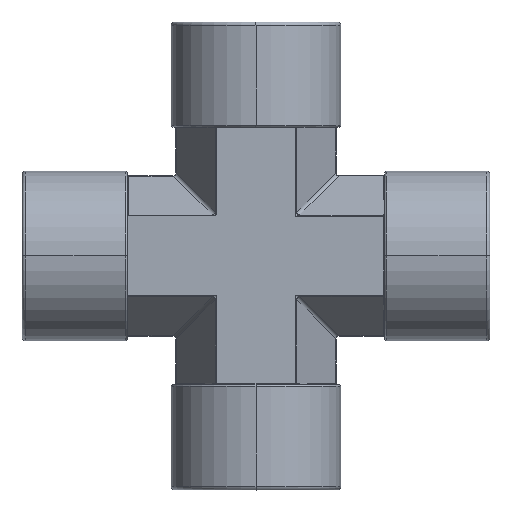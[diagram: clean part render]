
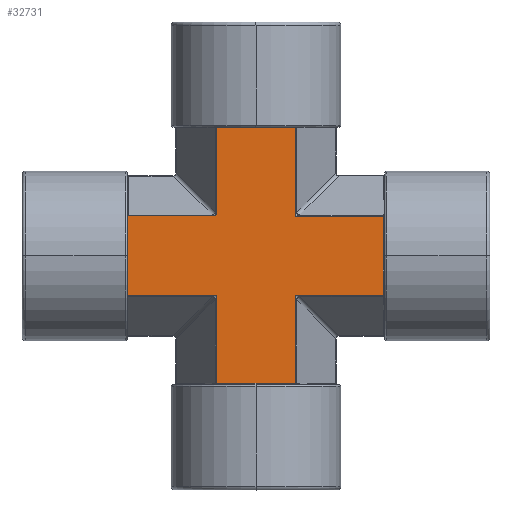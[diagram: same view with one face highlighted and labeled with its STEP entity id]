
A CAD part, top view. The second image highlights one B-rep face of the part: STEP entity #32731.
In plain terms, the highlighted planar face has unit normal (0, 0, 1).
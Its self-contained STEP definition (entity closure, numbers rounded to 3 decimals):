
#12731=DIRECTION('',(0.,1.,0.));
#12732=VECTOR('',#12731,12.998);
#12733=CARTESIAN_POINT('',(-5.802,-18.8,10.3));
#12734=LINE('',#12733,#12732);
#12738=DIRECTION('',(1.,0.,0.));
#12739=VECTOR('',#12738,13.198);
#12740=CARTESIAN_POINT('',(-19.,-5.802,10.3));
#12741=LINE('',#12740,#12739);
#12745=DIRECTION('',(0.,1.,0.));
#12746=VECTOR('',#12745,11.98);
#12747=CARTESIAN_POINT('',(-19.,-5.802,10.3));
#12748=LINE('',#12747,#12746);
#12752=DIRECTION('',(0.,-1.,0.));
#12753=VECTOR('',#12752,12.765);
#12754=CARTESIAN_POINT('',(-5.802,19.,10.3));
#12755=LINE('',#12754,#12753);
#12759=DIRECTION('',(-1.,0.,0.));
#12760=VECTOR('',#12759,11.605);
#12761=CARTESIAN_POINT('',(5.802,19.,10.3));
#12762=LINE('',#12761,#12760);
#12766=DIRECTION('',(0.,-1.,0.));
#12767=VECTOR('',#12766,13.198);
#12768=CARTESIAN_POINT('',(5.802,19.,10.3));
#12769=LINE('',#12768,#12767);
#12773=DIRECTION('',(1.,0.,0.));
#12774=VECTOR('',#12773,12.998);
#12775=CARTESIAN_POINT('',(5.802,5.802,10.3));
#12776=LINE('',#12775,#12774);
#12780=DIRECTION('',(0.,-1.,0.));
#12781=VECTOR('',#12780,11.605);
#12782=CARTESIAN_POINT('',(18.8,5.802,10.3));
#12783=LINE('',#12782,#12781);
#12787=DIRECTION('',(-1.,0.,0.));
#12788=VECTOR('',#12787,12.998);
#12789=CARTESIAN_POINT('',(18.8,-5.802,10.3));
#12790=LINE('',#12789,#12788);
#12794=DIRECTION('',(0.,1.,0.));
#12795=VECTOR('',#12794,12.998);
#12796=CARTESIAN_POINT('',(5.802,-18.8,10.3));
#12797=LINE('',#12796,#12795);
#12801=DIRECTION('',(-1.,0.,0.));
#12802=VECTOR('',#12801,11.605);
#12803=CARTESIAN_POINT('',(5.802,-18.8,10.3));
#12804=LINE('',#12803,#12802);
#12818=CARTESIAN_POINT('',(-5.802,-5.802,10.3));
#13307=CARTESIAN_POINT('',(5.802,-5.802,10.3));
#13410=CARTESIAN_POINT('',(-6.361,5.947,
10.3));
#13415=DIRECTION('',(-1.,0.,0.));
#13416=VECTOR('',#13415,12.439);
#13417=CARTESIAN_POINT('',(-6.361,5.947,
10.3));
#13418=LINE('',#13417,#13416);
#13622=CARTESIAN_POINT('',(-18.8,5.947,10.3));
#13623=CARTESIAN_POINT('',(-18.836,5.947,10.3));
#13624=CARTESIAN_POINT('',(-18.889,5.965,10.3));
#13625=CARTESIAN_POINT('',(-18.948,6.015,10.3));
#13626=CARTESIAN_POINT('',(-18.987,6.083,10.3));
#13627=CARTESIAN_POINT('',(-19.,6.142,10.3));
#13628=CARTESIAN_POINT('',(-19.,6.178,10.3));
#25101=CARTESIAN_POINT('',(-5.802,6.235,
10.3));
#25122=CARTESIAN_POINT('',(-5.802,6.235,
10.3));
#25123=CARTESIAN_POINT('',(-5.813,6.22,
10.3));
#25124=CARTESIAN_POINT('',(-5.836,6.19,
10.3));
#25125=CARTESIAN_POINT('',(-5.878,6.144,
10.3));
#25126=CARTESIAN_POINT('',(-5.926,6.101,
10.3));
#25127=CARTESIAN_POINT('',(-5.979,6.061,
10.3));
#25128=CARTESIAN_POINT('',(-6.036,6.027,
10.3));
#25129=CARTESIAN_POINT('',(-6.097,5.998,
10.3));
#25130=CARTESIAN_POINT('',(-6.16,5.975,
10.3));
#25131=CARTESIAN_POINT('',(-6.226,5.959,
10.3));
#25132=CARTESIAN_POINT('',(-6.294,5.949,
10.3));
#25133=CARTESIAN_POINT('',(-6.339,5.947,
10.3));
#25134=CARTESIAN_POINT('',(-6.361,5.947,
10.3));
#25709=CARTESIAN_POINT('',(18.8,5.802,10.3));
#25710=CARTESIAN_POINT('',(18.8,-5.802,10.3));
#25711=VERTEX_POINT('',#25709);
#25712=VERTEX_POINT('',#25710);
#25741=CARTESIAN_POINT('',(5.802,-18.8,10.3));
#25742=CARTESIAN_POINT('',(-5.802,-18.8,10.3));
#25743=VERTEX_POINT('',#25741);
#25744=VERTEX_POINT('',#25742);
#25800=VERTEX_POINT('',#13307);
#25822=VERTEX_POINT('',#12818);
#25831=CARTESIAN_POINT('',(-19.,-5.802,10.3));
#25833=VERTEX_POINT('',#25831);
#25973=CARTESIAN_POINT('',(5.802,5.802,10.3));
#25974=VERTEX_POINT('',#25973);
#25975=CARTESIAN_POINT('',(5.802,19.,10.3));
#25976=CARTESIAN_POINT('',(-5.802,19.,10.3));
#25977=VERTEX_POINT('',#25975);
#25978=VERTEX_POINT('',#25976);
#25983=VERTEX_POINT('',#13410);
#25984=VERTEX_POINT('',#25101);
#26007=VERTEX_POINT('',#13622);
#26008=VERTEX_POINT('',#13628);
#32697=CARTESIAN_POINT('',(0.,5.947,10.3));
#32698=DIRECTION('',(0.,0.,1.));
#32699=DIRECTION('',(0.,-1.,0.));
#32700=AXIS2_PLACEMENT_3D('',#32697,#32698,#32699);
#32701=PLANE('',#32700);
#32703=ORIENTED_EDGE('',*,*,#32702,.T.);
#32705=ORIENTED_EDGE('',*,*,#32704,.F.);
#32707=ORIENTED_EDGE('',*,*,#32706,.T.);
#32709=ORIENTED_EDGE('',*,*,#32708,.F.);
#32711=ORIENTED_EDGE('',*,*,#32710,.F.);
#32713=ORIENTED_EDGE('',*,*,#32712,.F.);
#32715=ORIENTED_EDGE('',*,*,#32714,.F.);
#32717=ORIENTED_EDGE('',*,*,#32716,.F.);
#32719=ORIENTED_EDGE('',*,*,#32718,.T.);
#32721=ORIENTED_EDGE('',*,*,#32720,.T.);
#32723=ORIENTED_EDGE('',*,*,#32722,.T.);
#32725=ORIENTED_EDGE('',*,*,#32724,.T.);
#32727=ORIENTED_EDGE('',*,*,#32726,.F.);
#32728=ORIENTED_EDGE('',*,*,#32688,.T.);
#32729=EDGE_LOOP('',(#32703,#32705,#32707,#32709,#32711,#32713,#32715,#32717,
#32719,#32721,#32723,#32725,#32727,#32728));
#32730=FACE_OUTER_BOUND('',#32729,.F.);
#13629=B_SPLINE_CURVE_WITH_KNOTS('',3,(#13622,#13623,#13624,#13625,#13626,
#13627,#13628),.UNSPECIFIED.,.F.,.F.,(4,1,1,1,4),(0.,0.25,0.5,0.75,
1.),.UNSPECIFIED.);
#25135=B_SPLINE_CURVE_WITH_KNOTS('',3,(#25122,#25123,#25124,#25125,#25126,
#25127,#25128,#25129,#25130,#25131,#25132,#25133,#25134),.UNSPECIFIED.,.F.,.F.,(
4,1,1,1,1,1,1,1,1,1,4),(0.,0.1,0.2,0.3,0.4,0.5,0.6,0.7,0.8,
0.9,1.),.UNSPECIFIED.);
#32688=EDGE_CURVE('',#25743,#25744,#12804,.T.);
#32702=EDGE_CURVE('',#25744,#25822,#12734,.T.);
#32704=EDGE_CURVE('',#25833,#25822,#12741,.T.);
#32706=EDGE_CURVE('',#25833,#26008,#12748,.T.);
#32708=EDGE_CURVE('',#26007,#26008,#13629,.T.);
#32710=EDGE_CURVE('',#25983,#26007,#13418,.T.);
#32712=EDGE_CURVE('',#25984,#25983,#25135,.T.);
#32714=EDGE_CURVE('',#25978,#25984,#12755,.T.);
#32716=EDGE_CURVE('',#25977,#25978,#12762,.T.);
#32718=EDGE_CURVE('',#25977,#25974,#12769,.T.);
#32720=EDGE_CURVE('',#25974,#25711,#12776,.T.);
#32722=EDGE_CURVE('',#25711,#25712,#12783,.T.);
#32724=EDGE_CURVE('',#25712,#25800,#12790,.T.);
#32726=EDGE_CURVE('',#25743,#25800,#12797,.T.);
#32731=ADVANCED_FACE('',(#32730),#32701,.T.);
